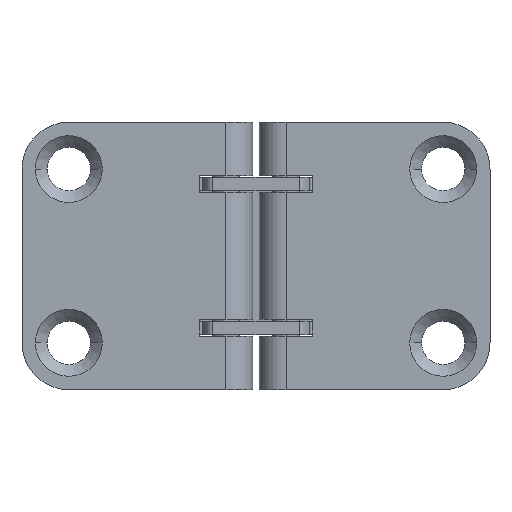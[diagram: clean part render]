
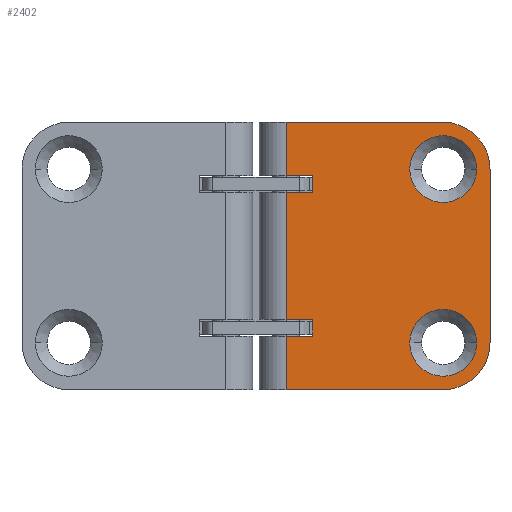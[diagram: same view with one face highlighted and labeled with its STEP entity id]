
A CAD part, top view. The second image highlights one B-rep face of the part: STEP entity #2402.
In plain terms, the highlighted planar face has unit normal (0, 0, 1).
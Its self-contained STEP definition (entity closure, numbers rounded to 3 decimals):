
#4 = VECTOR ( 'NONE', #924, 1000. ) ;
#28 = DIRECTION ( 'NONE',  ( -1., 0., 0. ) ) ;
#44 = CARTESIAN_POINT ( 'NONE',  ( 28.5, 13., 4. ) ) ;
#57 = LINE ( 'NONE', #2435, #2017 ) ;
#85 = ORIENTED_EDGE ( 'NONE', *, *, #2506, .T. ) ;
#106 = EDGE_CURVE ( 'NONE', #600, #929, #2248, .T. ) ;
#128 = CARTESIAN_POINT ( 'NONE',  ( 0., -20., 4. ) ) ;
#164 = EDGE_CURVE ( 'NONE', #608, #1675, #928, .T. ) ;
#166 = CIRCLE ( 'NONE', #2090, 5. ) ;
#171 = DIRECTION ( 'NONE',  ( -1., 0., 0. ) ) ;
#191 = EDGE_LOOP ( 'NONE', ( #2486, #550 ) ) ;
#193 = LINE ( 'NONE', #2308, #759 ) ;
#195 = VECTOR ( 'NONE', #197, 1000. ) ;
#197 = DIRECTION ( 'NONE',  ( 1., 0., 0. ) ) ;
#217 = DIRECTION ( 'NONE',  ( -1., 0., 0. ) ) ;
#218 = EDGE_CURVE ( 'NONE', #929, #600, #226, .T. ) ;
#226 = CIRCLE ( 'NONE', #1183, 5. ) ;
#268 = VECTOR ( 'NONE', #705, 1000. ) ;
#274 = CARTESIAN_POINT ( 'NONE',  ( 4., -12., 4. ) ) ;
#277 = CARTESIAN_POINT ( 'NONE',  ( 18.5, -13., 4. ) ) ;
#289 = DIRECTION ( 'NONE',  ( 0., 0., -1. ) ) ;
#293 = EDGE_CURVE ( 'NONE', #1915, #608, #1966, .T. ) ;
#346 = ORIENTED_EDGE ( 'NONE', *, *, #499, .F. ) ;
#357 = DIRECTION ( 'NONE',  ( 0., 1., 0. ) ) ;
#361 = VERTEX_POINT ( 'NONE', #968 ) ;
#380 = EDGE_CURVE ( 'NONE', #2089, #1538, #2540, .T. ) ;
#386 = DIRECTION ( 'NONE',  ( 0., 1., 0. ) ) ;
#413 = CARTESIAN_POINT ( 'NONE',  ( 23.5, 20., 4. ) ) ;
#440 = DIRECTION ( 'NONE',  ( 0., 0., -1. ) ) ;
#445 = VERTEX_POINT ( 'NONE', #1246 ) ;
#452 = ORIENTED_EDGE ( 'NONE', *, *, #380, .F. ) ;
#453 = EDGE_CURVE ( 'NONE', #361, #1701, #1518, .T. ) ;
#461 = CARTESIAN_POINT ( 'NONE',  ( 30.5, 20., 4. ) ) ;
#480 = DIRECTION ( 'NONE',  ( 0., 0., -1. ) ) ;
#499 = EDGE_CURVE ( 'NONE', #1857, #2089, #1996, .T. ) ;
#502 = ORIENTED_EDGE ( 'NONE', *, *, #1657, .F. ) ;
#507 = CARTESIAN_POINT ( 'NONE',  ( 0., 9.5, 4. ) ) ;
#535 = VECTOR ( 'NONE', #646, 1000. ) ;
#550 = ORIENTED_EDGE ( 'NONE', *, *, #1172, .T. ) ;
#558 = CARTESIAN_POINT ( 'NONE',  ( 23.5, -13., 4. ) ) ;
#570 = VERTEX_POINT ( 'NONE', #2568 ) ;
#573 = VECTOR ( 'NONE', #386, 1000. ) ;
#600 = VERTEX_POINT ( 'NONE', #2170 ) ;
#608 = VERTEX_POINT ( 'NONE', #805 ) ;
#635 = CARTESIAN_POINT ( 'NONE',  ( 4., -9.5, 4. ) ) ;
#646 = DIRECTION ( 'NONE',  ( 1., 0., 0. ) ) ;
#660 = CARTESIAN_POINT ( 'NONE',  ( 4., 12., 4. ) ) ;
#666 = DIRECTION ( 'NONE',  ( 0., -1., 0. ) ) ;
#676 = CARTESIAN_POINT ( 'NONE',  ( 0., -9.5, 4. ) ) ;
#679 = VERTEX_POINT ( 'NONE', #676 ) ;
#699 = ORIENTED_EDGE ( 'NONE', *, *, #2567, .T. ) ;
#705 = DIRECTION ( 'NONE',  ( 0., -1., 0. ) ) ;
#711 = CARTESIAN_POINT ( 'NONE',  ( 30.5, 20., 4. ) ) ;
#737 = LINE ( 'NONE', #461, #195 ) ;
#742 = DIRECTION ( 'NONE',  ( -1., 0., 0. ) ) ;
#750 = DIRECTION ( 'NONE',  ( 1., 0., 0. ) ) ;
#755 = CARTESIAN_POINT ( 'NONE',  ( 23.5, -13., 4. ) ) ;
#758 = VECTOR ( 'NONE', #666, 1000. ) ;
#759 = VECTOR ( 'NONE', #2026, 1000. ) ;
#788 = EDGE_CURVE ( 'NONE', #1341, #1701, #2139, .T. ) ;
#805 = CARTESIAN_POINT ( 'NONE',  ( 4., 9.5, 4. ) ) ;
#835 = ORIENTED_EDGE ( 'NONE', *, *, #2599, .T. ) ;
#853 = DIRECTION ( 'NONE',  ( -1., 0., 0. ) ) ;
#860 = ORIENTED_EDGE ( 'NONE', *, *, #1181, .T. ) ;
#884 = DIRECTION ( 'NONE',  ( 1., 0., 0. ) ) ;
#899 = DIRECTION ( 'NONE',  ( -1., 0., 0. ) ) ;
#912 = CARTESIAN_POINT ( 'NONE',  ( 4., -12., 4. ) ) ;
#924 = DIRECTION ( 'NONE',  ( 0., -1., 0. ) ) ;
#928 = LINE ( 'NONE', #660, #573 ) ;
#929 = VERTEX_POINT ( 'NONE', #44 ) ;
#936 = CARTESIAN_POINT ( 'NONE',  ( 0., 20., 4. ) ) ;
#968 = CARTESIAN_POINT ( 'NONE',  ( 30.5, 13., 4. ) ) ;
#981 = CARTESIAN_POINT ( 'NONE',  ( 30.5, 20., 4. ) ) ;
#982 = EDGE_CURVE ( 'NONE', #1857, #2507, #1468, .T. ) ;
#988 = PLANE ( 'NONE',  #1625 ) ;
#1010 = ORIENTED_EDGE ( 'NONE', *, *, #106, .T. ) ;
#1016 = DIRECTION ( 'NONE',  ( 0., 0., -1. ) ) ;
#1023 = CARTESIAN_POINT ( 'NONE',  ( 30.5, -20., 4. ) ) ;
#1113 = DIRECTION ( 'NONE',  ( 0., 0., -1. ) ) ;
#1137 = FACE_BOUND ( 'NONE', #191, .T. ) ;
#1151 = CARTESIAN_POINT ( 'NONE',  ( 4., 9.5, 4. ) ) ;
#1160 = VECTOR ( 'NONE', #1626, 1000. ) ;
#1161 = CARTESIAN_POINT ( 'NONE',  ( 28.5, -13., 4. ) ) ;
#1166 = DIRECTION ( 'NONE',  ( 0., 0., 1. ) ) ;
#1172 = EDGE_CURVE ( 'NONE', #1750, #2250, #1838, .T. ) ;
#1181 = EDGE_CURVE ( 'NONE', #361, #2191, #2253, .T. ) ;
#1183 = AXIS2_PLACEMENT_3D ( 'NONE', #1276, #1016, #742 ) ;
#1195 = CARTESIAN_POINT ( 'NONE',  ( 0., 20., 4. ) ) ;
#1205 = LINE ( 'NONE', #936, #758 ) ;
#1230 = DIRECTION ( 'NONE',  ( -1., 0., 0. ) ) ;
#1246 = CARTESIAN_POINT ( 'NONE',  ( 0., 12., 4. ) ) ;
#1276 = CARTESIAN_POINT ( 'NONE',  ( 23.5, 13., 4. ) ) ;
#1277 = FACE_BOUND ( 'NONE', #1661, .T. ) ;
#1341 = VERTEX_POINT ( 'NONE', #1929 ) ;
#1384 = CARTESIAN_POINT ( 'NONE',  ( 23.5, 13., 4. ) ) ;
#1395 = AXIS2_PLACEMENT_3D ( 'NONE', #1774, #1502, #1230 ) ;
#1440 = CARTESIAN_POINT ( 'NONE',  ( 23.5, -13., 4. ) ) ;
#1468 = LINE ( 'NONE', #1195, #4 ) ;
#1484 = CARTESIAN_POINT ( 'NONE',  ( 4., 12., 4. ) ) ;
#1487 = FACE_OUTER_BOUND ( 'NONE', #2388, .T. ) ;
#1493 = EDGE_CURVE ( 'NONE', #1538, #679, #193, .T. ) ;
#1495 = ORIENTED_EDGE ( 'NONE', *, *, #788, .T. ) ;
#1502 = DIRECTION ( 'NONE',  ( 0., 0., 1. ) ) ;
#1518 = LINE ( 'NONE', #981, #268 ) ;
#1538 = VERTEX_POINT ( 'NONE', #1958 ) ;
#1539 = AXIS2_PLACEMENT_3D ( 'NONE', #755, #480, #217 ) ;
#1618 = EDGE_CURVE ( 'NONE', #1675, #445, #57, .T. ) ;
#1625 = AXIS2_PLACEMENT_3D ( 'NONE', #711, #440, #171 ) ;
#1626 = DIRECTION ( 'NONE',  ( 0., -1., 0. ) ) ;
#1647 = VECTOR ( 'NONE', #750, 1000. ) ;
#1656 = ORIENTED_EDGE ( 'NONE', *, *, #164, .F. ) ;
#1657 = EDGE_CURVE ( 'NONE', #570, #2191, #737, .T. ) ;
#1661 = EDGE_LOOP ( 'NONE', ( #1686, #1010 ) ) ;
#1675 = VERTEX_POINT ( 'NONE', #1484 ) ;
#1686 = ORIENTED_EDGE ( 'NONE', *, *, #218, .T. ) ;
#1701 = VERTEX_POINT ( 'NONE', #2518 ) ;
#1750 = VERTEX_POINT ( 'NONE', #277 ) ;
#1774 = CARTESIAN_POINT ( 'NONE',  ( 23.5, 13., 4. ) ) ;
#1789 = CARTESIAN_POINT ( 'NONE',  ( 0., -12., 4. ) ) ;
#1818 = VECTOR ( 'NONE', #357, 1000. ) ;
#1820 = ORIENTED_EDGE ( 'NONE', *, *, #982, .T. ) ;
#1838 = CIRCLE ( 'NONE', #1539, 5. ) ;
#1857 = VERTEX_POINT ( 'NONE', #1789 ) ;
#1897 = CARTESIAN_POINT ( 'NONE',  ( 0., 20., 4. ) ) ;
#1915 = VERTEX_POINT ( 'NONE', #507 ) ;
#1929 = CARTESIAN_POINT ( 'NONE',  ( 23.5, -20., 4. ) ) ;
#1958 = CARTESIAN_POINT ( 'NONE',  ( 4., -9.5, 4. ) ) ;
#1966 = LINE ( 'NONE', #1151, #2522 ) ;
#1996 = LINE ( 'NONE', #912, #535 ) ;
#2017 = VECTOR ( 'NONE', #2167, 1000. ) ;
#2026 = DIRECTION ( 'NONE',  ( -1., 0., 0. ) ) ;
#2089 = VERTEX_POINT ( 'NONE', #274 ) ;
#2090 = AXIS2_PLACEMENT_3D ( 'NONE', #558, #289, #28 ) ;
#2111 = LINE ( 'NONE', #1023, #1647 ) ;
#2136 = AXIS2_PLACEMENT_3D ( 'NONE', #1440, #1166, #899 ) ;
#2139 = CIRCLE ( 'NONE', #2136, 7. ) ;
#2167 = DIRECTION ( 'NONE',  ( -1., 0., 0. ) ) ;
#2170 = CARTESIAN_POINT ( 'NONE',  ( 18.5, 13., 4. ) ) ;
#2179 = LINE ( 'NONE', #1897, #1160 ) ;
#2191 = VERTEX_POINT ( 'NONE', #413 ) ;
#2212 = ORIENTED_EDGE ( 'NONE', *, *, #293, .F. ) ;
#2248 = CIRCLE ( 'NONE', #2260, 5. ) ;
#2250 = VERTEX_POINT ( 'NONE', #1161 ) ;
#2253 = CIRCLE ( 'NONE', #1395, 7. ) ;
#2260 = AXIS2_PLACEMENT_3D ( 'NONE', #1384, #1113, #853 ) ;
#2272 = EDGE_CURVE ( 'NONE', #2250, #1750, #166, .T. ) ;
#2289 = ORIENTED_EDGE ( 'NONE', *, *, #1618, .F. ) ;
#2308 = CARTESIAN_POINT ( 'NONE',  ( -4., -9.5, 4. ) ) ;
#2388 = EDGE_LOOP ( 'NONE', ( #699, #2425, #452, #346, #1820, #835, #1495, #2564, #860, #502, #85, #2289, #1656, #2212 ) ) ;
#2402 = ADVANCED_FACE ( 'NONE', ( #1137, #1277, #1487 ), #988, .F. ) ;
#2425 = ORIENTED_EDGE ( 'NONE', *, *, #1493, .F. ) ;
#2435 = CARTESIAN_POINT ( 'NONE',  ( -4., 12., 4. ) ) ;
#2486 = ORIENTED_EDGE ( 'NONE', *, *, #2272, .T. ) ;
#2506 = EDGE_CURVE ( 'NONE', #570, #445, #1205, .T. ) ;
#2507 = VERTEX_POINT ( 'NONE', #128 ) ;
#2518 = CARTESIAN_POINT ( 'NONE',  ( 30.5, -13., 4. ) ) ;
#2522 = VECTOR ( 'NONE', #884, 1000. ) ;
#2540 = LINE ( 'NONE', #635, #1818 ) ;
#2564 = ORIENTED_EDGE ( 'NONE', *, *, #453, .F. ) ;
#2567 = EDGE_CURVE ( 'NONE', #1915, #679, #2179, .T. ) ;
#2568 = CARTESIAN_POINT ( 'NONE',  ( 0., 20., 4. ) ) ;
#2599 = EDGE_CURVE ( 'NONE', #2507, #1341, #2111, .T. ) ;
